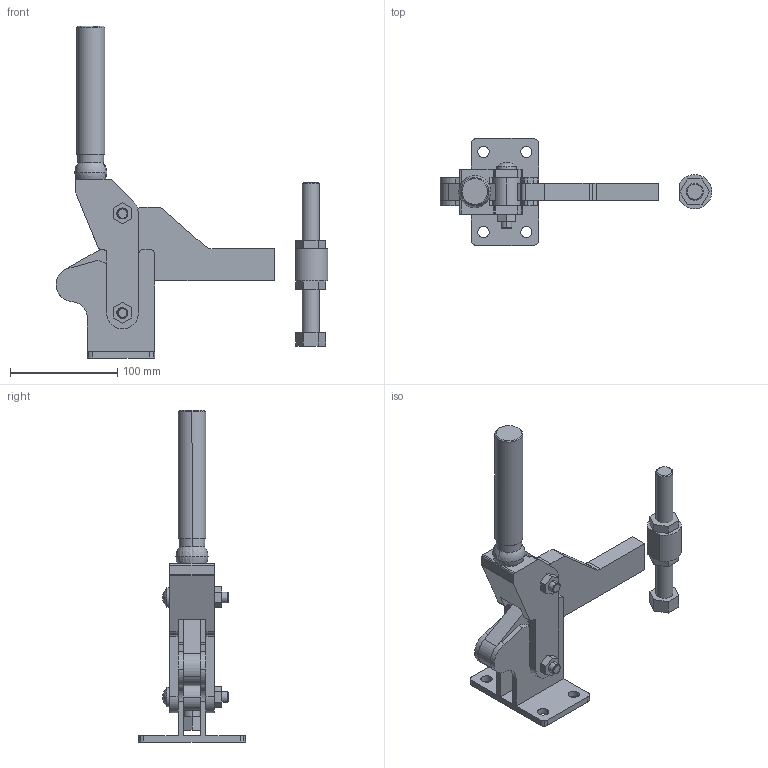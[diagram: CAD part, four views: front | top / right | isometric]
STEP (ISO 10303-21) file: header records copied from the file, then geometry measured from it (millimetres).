
FILE_DESCRIPTION((''),'2;1');
FILE_NAME('M30TB.stp','2006-07-12T08:16:40',('Matthew'),(''),'Autodesk Inventor 8','Autodesk Inventor 8','');
FILE_SCHEMA(('AUTOMOTIVE_DESIGN { 1 0 10303 214 1 1 1 1 }'));
Length unit declared in the file: millimetre
Products named in the file (7): M30TB; M30TB1; M30TB2; M30TB3; M30TB4; M30TB5; M30TB6
Assembly tree (6 placements, depth 2):
  M30TB
    M30TB1
    M30TB2
    M30TB3
    M30TB4
    M30TB5
    M30TB6
Bounding box: 253.85 x 100 x 310.25 mm (x, y, z)
Volume: 500349.4 mm3; surface area: 138673.2 mm2
Topology: 6 solids, 6 shells, 242 faces, 662 edges, 436 vertices
Faces by surface type: cylinder 117, plane 103, bspline 8, cone 8, sphere 6
Entity records: 8097 total; most frequent: CARTESIAN_POINT 1497, DIRECTION 1434, ORIENTED_EDGE 1314, EDGE_CURVE 657, AXIS2_PLACEMENT_3D 531, VERTEX_POINT 435, VECTOR 372, LINE 372
